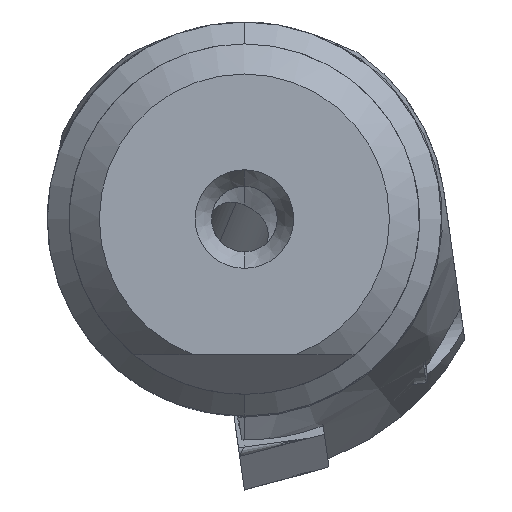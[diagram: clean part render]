
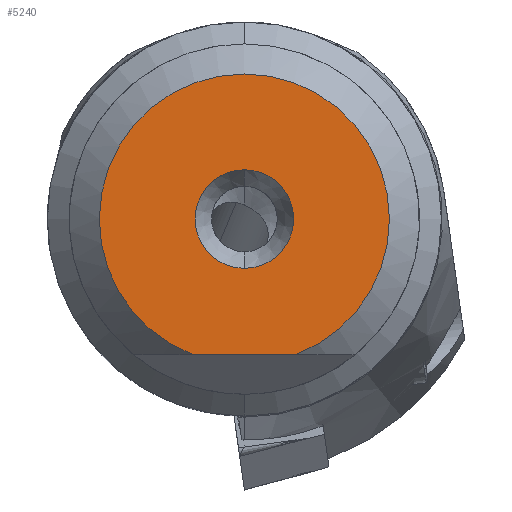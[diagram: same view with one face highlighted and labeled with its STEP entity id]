
A CAD part, left-side view. The second image highlights one B-rep face of the part: STEP entity #5240.
In plain terms, the highlighted planar face has unit normal (-1, 0, 0).
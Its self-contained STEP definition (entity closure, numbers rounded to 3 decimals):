
#142 = CARTESIAN_POINT ( 'NONE',  ( 0., 0., 0. ) ) ;
#143 = DIRECTION ( 'NONE',  ( -1., 0., 0. ) ) ;
#144 = DIRECTION ( 'NONE',  ( 0., 0., 1. ) ) ;
#228 = CARTESIAN_POINT ( 'NONE',  ( 0., 0., 0. ) ) ;
#229 = DIRECTION ( 'NONE',  ( -1., 0., 0. ) ) ;
#230 = DIRECTION ( 'NONE',  ( 0., 0., 1. ) ) ;
#392 = CARTESIAN_POINT ( 'NONE',  ( 0., 0., 0. ) ) ;
#393 = DIRECTION ( 'NONE',  ( -1., 0., 0. ) ) ;
#394 = DIRECTION ( 'NONE',  ( 0., 0., 1. ) ) ;
#399 = CARTESIAN_POINT ( 'NONE',  ( 0., 2.25, -6.2 ) ) ;
#400 = DIRECTION ( 'NONE',  ( 0., -1., 0. ) ) ;
#1216 = FACE_OUTER_BOUND ( 'NONE', #4103, .T. ) ;
#1218 = FACE_BOUND ( 'NONE', #4044, .T. ) ;
#1843 = CARTESIAN_POINT ( 'NONE',  ( 0., 0., -2.25 ) ) ;
#1844 = CARTESIAN_POINT ( 'NONE',  ( 0., 0., 2.25 ) ) ;
#1875 = CARTESIAN_POINT ( 'NONE',  ( 0., 2.335, -6.2 ) ) ;
#1877 = CARTESIAN_POINT ( 'NONE',  ( 0., -2.335, -6.2 ) ) ;
#2371 = CARTESIAN_POINT ( 'NONE',  ( 0., 2.25, 0. ) ) ;
#2377 = PLANE ( 'NONE',  #2951 ) ;
#2379 = DIRECTION ( 'NONE',  ( 1., 0., 0. ) ) ;
#2380 = DIRECTION ( 'NONE',  ( 0., 0., -1. ) ) ;
#2951 = AXIS2_PLACEMENT_3D ( 'NONE', #2371, #2379, #2380 ) ;
#3081 = EDGE_CURVE ( 'NONE', #4346, #4345, #4898, .T. ) ;
#3103 = EDGE_CURVE ( 'NONE', #4345, #4346, #4929, .T. ) ;
#3162 = EDGE_CURVE ( 'NONE', #4379, #4377, #5024, .T. ) ;
#3164 = EDGE_CURVE ( 'NONE', #4377, #4379, #5023, .T. ) ;
#3686 = AXIS2_PLACEMENT_3D ( 'NONE', #142, #143, #144 ) ;
#3762 = AXIS2_PLACEMENT_3D ( 'NONE', #228, #229, #230 ) ;
#3780 = AXIS2_PLACEMENT_3D ( 'NONE', #392, #393, #394 ) ;
#4044 = EDGE_LOOP ( 'NONE', ( #4471, #4472 ) ) ;
#4103 = EDGE_LOOP ( 'NONE', ( #4473, #4474 ) ) ;
#4345 = VERTEX_POINT ( 'NONE', #1843 ) ;
#4346 = VERTEX_POINT ( 'NONE', #1844 ) ;
#4377 = VERTEX_POINT ( 'NONE', #1875 ) ;
#4379 = VERTEX_POINT ( 'NONE', #1877 ) ;
#4471 = ORIENTED_EDGE ( 'NONE', *, *, #3081, .F. ) ;
#4472 = ORIENTED_EDGE ( 'NONE', *, *, #3103, .F. ) ;
#4473 = ORIENTED_EDGE ( 'NONE', *, *, #3162, .T. ) ;
#4474 = ORIENTED_EDGE ( 'NONE', *, *, #3164, .T. ) ;
#4898 = CIRCLE ( 'NONE', #3686, 2.25 ) ;
#4929 = CIRCLE ( 'NONE', #3762, 2.25 ) ;
#5023 = LINE ( 'NONE', #399, #5025 ) ;
#5024 = CIRCLE ( 'NONE', #3780, 6.625 ) ;
#5025 = VECTOR ( 'NONE', #400, 1000. ) ;
#5240 = ADVANCED_FACE ( 'NONE', ( #1218, #1216 ), #2377, .F. ) ;
